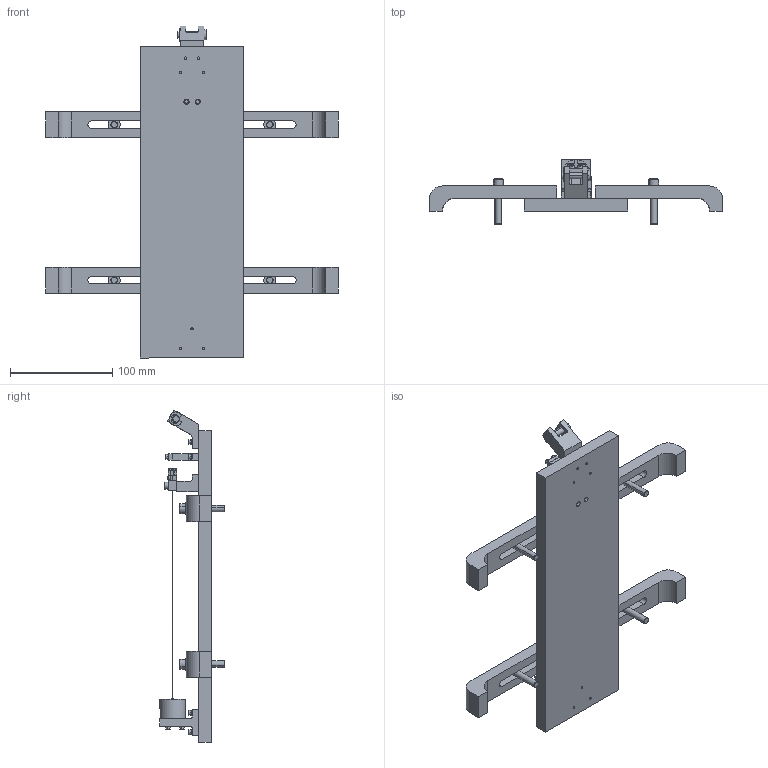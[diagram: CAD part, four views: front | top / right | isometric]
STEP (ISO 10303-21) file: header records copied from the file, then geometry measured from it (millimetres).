
FILE_DESCRIPTION (( 'STEP AP203' ), '1' );
FILE_NAME ('D070249-v1.STEP', '2012-11-28T18:47:31', ( 'Dwayne Giardina' ), ( 'Microsoft' ), 'SwSTEP 2.0', 'SolidWorks 2012', '' );
FILE_SCHEMA (( 'CONFIG_CONTROL_DESIGN' ));
Length unit declared in the file: millimetre
Products named in the file (26): D020132_lowerbladewireclamp; D020159_bladewirejig; NAS 620 FLAT WASHERS_________ FLAT WASHERS NAS 620-C2  (OR EQUIV.); Ag-SST_Socketheadcapscrew_SHCS 0.25-20  X 1.5; D1201486_Advanced_LIGO_SUS_OMC_Wire_Start_Clamp,_Inside,_Lower_Wire_Jig; D020380_WireStart_clamp_upper; Ag-SST_Socketheadcapscrew_SHCS #4-40  X 0.375; D020133_lowerbladewireclampplate; D1201490_Advanced_LIGO_SUS_OMC_Lower_Blade_Wire_Clamp_Spacer,_Lower_Wire_Jig; D1201488_Advanced_LIGO_SUS_OMC_Lower_Clamp_Mount,_Inside,_Lower_Wire_Jig; NAS 620 FLAT WASHERS_________ FLAT WASHERS NAS 620-C416L (1-4)  (OR EQUIV.); D060537_Lower_Wire_Assembly_OMC_Outside mounting; D1201334 OMC BRACKET, METAL MOUNTING; D070249-v1; D1200971 OMC LOWER WIRE CLAMP; Ag-SST_Socketheadcapscrew_SHCS #2-56  X 0.25; D980184_LOS_CLAMP_LONG; D060538_Lower_Wire_OMC; D070250_ADVANCED LIGO SUSPENSIONS OMC LOWER WIRE JIG; Ag-SST_Socketheadcapscrew_SHCS #2-56  X 0.375; Retaining Ring (McMaster-Carr 98408A120); Clevis Pin (McMaster-Carr 92735A230); D0900563_Advanced_LIGO_SUS_Wire_Jig_Pin_Support; NAS 620 FLAT WASHERS_________ FLAT WASHERS NAS 620-C4L  (OR EQUIV.); SST_Socketheadcapscrew_SHCS #4-40  X 0.5; SST_Socketheadcapscrew_SHCS #8-32  X 1.5
Assembly tree (54 placements, depth 3):
  D070249-v1
    D070250_ADVANCED LIGO SUSPENSIONS OMC LOWER WIRE JIG
    D0900563_Advanced_LIGO_SUS_Wire_Jig_Pin_Support
    NAS 620 FLAT WASHERS_________ FLAT WASHERS NAS 620-C4L  (OR EQUIV.)  x7
    SST_Socketheadcapscrew_SHCS #4-40  X 0.5  x10
    Clevis Pin (McMaster-Carr 92735A230)
    Retaining Ring (McMaster-Carr 98408A120)
    D1201486_Advanced_LIGO_SUS_OMC_Wire_Start_Clamp,_Inside,_Lower_Wire_Jig
    D020380_WireStart_clamp_upper
    Ag-SST_Socketheadcapscrew_SHCS #4-40  X 0.375  x2
    D1201490_Advanced_LIGO_SUS_OMC_Lower_Blade_Wire_Clamp_Spacer,_Lower_Wire_Jig
    D020159_bladewirejig
    SST_Socketheadcapscrew_SHCS #8-32  X 1.5  x2
    Ag-SST_Socketheadcapscrew_SHCS #2-56  X 0.375  x2
    D1201488_Advanced_LIGO_SUS_OMC_Lower_Clamp_Mount,_Inside,_Lower_Wire_Jig
    D1201334 OMC BRACKET, METAL MOUNTING
    D980184_LOS_CLAMP_LONG  x4
    NAS 620 FLAT WASHERS_________ FLAT WASHERS NAS 620-C416L (1-4)  (OR EQUIV.)  x4
    Ag-SST_Socketheadcapscrew_SHCS 0.25-20  X 1.5  x4
    D060537_Lower_Wire_Assembly_OMC_Outside mounting
      D020132_lowerbladewireclamp
      D020133_lowerbladewireclampplate
      NAS 620 FLAT WASHERS_________ FLAT WASHERS NAS 620-C2  (OR EQUIV.)  x2
      Ag-SST_Socketheadcapscrew_SHCS #2-56  X 0.25  x2
      D060538_Lower_Wire_OMC
      D1200971 OMC LOWER WIRE CLAMP
Bounding box: 287.02 x 63.45 x 325.23 mm (x, y, z)
Volume: 587437.9 mm3; surface area: 148993 mm2
Topology: 53 solids, 53 shells, 792 faces, 1810 edges, 1167 vertices
Faces by surface type: plane 397, cylinder 294, cone 101
Entity records: 15563 total; most frequent: DIRECTION 2239, CARTESIAN_POINT 2059, ORIENTED_EDGE 1910, EDGE_CURVE 955, AXIS2_PLACEMENT_3D 829, VERTEX_POINT 625, VECTOR 581, LINE 581
